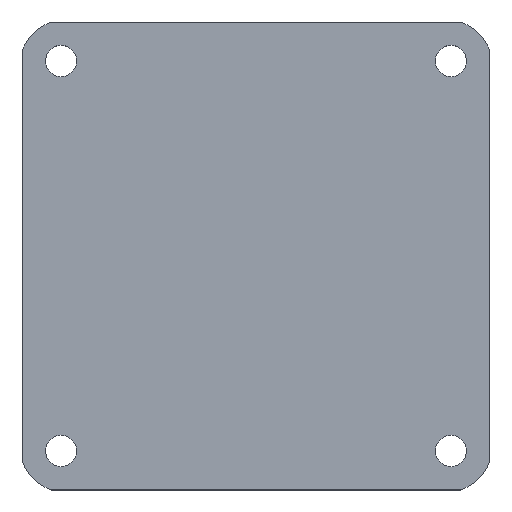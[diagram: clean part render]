
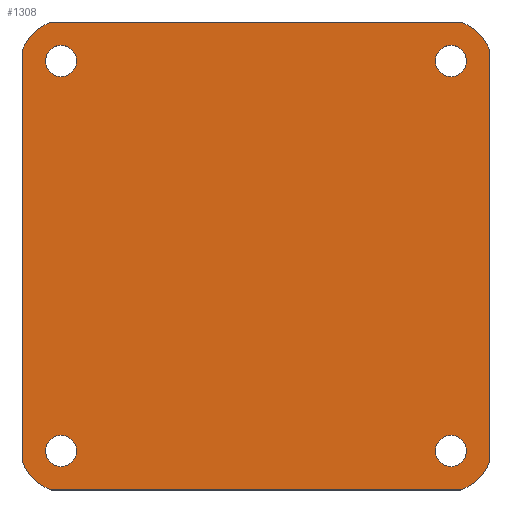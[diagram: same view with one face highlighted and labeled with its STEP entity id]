
A CAD part, top view. The second image highlights one B-rep face of the part: STEP entity #1308.
In plain terms, the highlighted planar face has unit normal (0, 0, 1).
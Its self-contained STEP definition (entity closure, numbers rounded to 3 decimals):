
#72 = EDGE_CURVE ( 'NONE', #1804, #2011, #962, .T. ) ;
#81 = CARTESIAN_POINT ( 'NONE',  ( -108., -100., 8. ) ) ;
#90 = LINE ( 'NONE', #1398, #1355 ) ;
#105 = DIRECTION ( 'NONE',  ( -1., 0., 0. ) ) ;
#110 = ORIENTED_EDGE ( 'NONE', *, *, #1725, .F. ) ;
#113 = CIRCLE ( 'NONE', #212, 8. ) ;
#119 = ORIENTED_EDGE ( 'NONE', *, *, #72, .F. ) ;
#121 = ORIENTED_EDGE ( 'NONE', *, *, #1621, .T. ) ;
#122 = CARTESIAN_POINT ( 'NONE',  ( -96.464, 96.464, 8. ) ) ;
#126 = CARTESIAN_POINT ( 'NONE',  ( 120., 120., 8. ) ) ;
#139 = LINE ( 'NONE', #1299, #1896 ) ;
#151 = DIRECTION ( 'NONE',  ( 0., 0., 1. ) ) ;
#156 = DIRECTION ( 'NONE',  ( 0., 0., 1. ) ) ;
#204 = VECTOR ( 'NONE', #252, 1000. ) ;
#212 = AXIS2_PLACEMENT_3D ( 'NONE', #1816, #1765, #460 ) ;
#233 = DIRECTION ( 'NONE',  ( 1., 0., 0. ) ) ;
#243 = CARTESIAN_POINT ( 'NONE',  ( -108., 100., 8. ) ) ;
#252 = DIRECTION ( 'NONE',  ( 0., 1., 0. ) ) ;
#254 = EDGE_CURVE ( 'NONE', #1779, #1530, #1062, .T. ) ;
#271 = DIRECTION ( 'NONE',  ( 1., 0., 0. ) ) ;
#319 = CARTESIAN_POINT ( 'NONE',  ( 100., 100., 8. ) ) ;
#329 = CARTESIAN_POINT ( 'NONE',  ( -100., 100., 8. ) ) ;
#340 = ORIENTED_EDGE ( 'NONE', *, *, #2025, .T. ) ;
#349 = ORIENTED_EDGE ( 'NONE', *, *, #1175, .F. ) ;
#351 = VERTEX_POINT ( 'NONE', #2078 ) ;
#360 = VERTEX_POINT ( 'NONE', #81 ) ;
#376 = CARTESIAN_POINT ( 'NONE',  ( -120., -120., 8. ) ) ;
#386 = CARTESIAN_POINT ( 'NONE',  ( 92., 100., 8. ) ) ;
#395 = CARTESIAN_POINT ( 'NONE',  ( 104.895, 120., 8. ) ) ;
#398 = VERTEX_POINT ( 'NONE', #482 ) ;
#417 = CARTESIAN_POINT ( 'NONE',  ( -100., -100., 8. ) ) ;
#460 = DIRECTION ( 'NONE',  ( 1., 0., 0. ) ) ;
#482 = CARTESIAN_POINT ( 'NONE',  ( 120., -104.895, 8. ) ) ;
#507 = CIRCLE ( 'NONE', #1144, 8. ) ;
#545 = CIRCLE ( 'NONE', #1595, 8. ) ;
#555 = DIRECTION ( 'NONE',  ( 1., 0., 0. ) ) ;
#576 = DIRECTION ( 'NONE',  ( 0., 0., 1. ) ) ;
#578 = PLANE ( 'NONE',  #940 ) ;
#580 = CIRCLE ( 'NONE', #1141, 8. ) ;
#587 = DIRECTION ( 'NONE',  ( 0., 0., 1. ) ) ;
#602 = CARTESIAN_POINT ( 'NONE',  ( -120., 104.895, 8. ) ) ;
#603 = EDGE_CURVE ( 'NONE', #1217, #1561, #1731, .T. ) ;
#614 = EDGE_CURVE ( 'NONE', #1428, #1664, #1767, .T. ) ;
#626 = ORIENTED_EDGE ( 'NONE', *, *, #2089, .T. ) ;
#631 = DIRECTION ( 'NONE',  ( 1., 0., 0. ) ) ;
#691 = AXIS2_PLACEMENT_3D ( 'NONE', #2040, #902, #734 ) ;
#695 = DIRECTION ( 'NONE',  ( 1., 0., 0. ) ) ;
#734 = DIRECTION ( 'NONE',  ( 1., 0., 0. ) ) ;
#741 = CARTESIAN_POINT ( 'NONE',  ( 100., 100., 8. ) ) ;
#742 = ORIENTED_EDGE ( 'NONE', *, *, #1411, .F. ) ;
#773 = EDGE_LOOP ( 'NONE', ( #1827, #911 ) ) ;
#775 = DIRECTION ( 'NONE',  ( -1., 0., 0. ) ) ;
#776 = CARTESIAN_POINT ( 'NONE',  ( 104.895, -120., 8. ) ) ;
#780 = VERTEX_POINT ( 'NONE', #1617 ) ;
#793 = EDGE_CURVE ( 'NONE', #780, #360, #113, .T. ) ;
#843 = ORIENTED_EDGE ( 'NONE', *, *, #603, .F. ) ;
#844 = CARTESIAN_POINT ( 'NONE',  ( 108., -100., 8. ) ) ;
#845 = EDGE_CURVE ( 'NONE', #1664, #1428, #545, .T. ) ;
#871 = EDGE_LOOP ( 'NONE', ( #1588, #340, #1051, #1704, #626, #121, #742, #1055 ) ) ;
#882 = EDGE_LOOP ( 'NONE', ( #349, #119 ) ) ;
#902 = DIRECTION ( 'NONE',  ( 0., 0., 1. ) ) ;
#911 = ORIENTED_EDGE ( 'NONE', *, *, #614, .F. ) ;
#922 = DIRECTION ( 'NONE',  ( 1., 0., 0. ) ) ;
#940 = AXIS2_PLACEMENT_3D ( 'NONE', #1641, #151, #1300 ) ;
#945 = AXIS2_PLACEMENT_3D ( 'NONE', #741, #576, #922 ) ;
#950 = DIRECTION ( 'NONE',  ( 0., 0., 1. ) ) ;
#951 = FACE_OUTER_BOUND ( 'NONE', #871, .T. ) ;
#962 = CIRCLE ( 'NONE', #1753, 8. ) ;
#1004 = AXIS2_PLACEMENT_3D ( 'NONE', #1134, #1609, #1450 ) ;
#1051 = ORIENTED_EDGE ( 'NONE', *, *, #254, .F. ) ;
#1055 = ORIENTED_EDGE ( 'NONE', *, *, #1231, .T. ) ;
#1062 = LINE ( 'NONE', #376, #204 ) ;
#1067 = DIRECTION ( 'NONE',  ( 1., 0., 0. ) ) ;
#1098 = CARTESIAN_POINT ( 'NONE',  ( 120., 104.895, 8. ) ) ;
#1108 = CARTESIAN_POINT ( 'NONE',  ( -120., -104.895, 8. ) ) ;
#1118 = DIRECTION ( 'NONE',  ( 0., 0., 1. ) ) ;
#1134 = CARTESIAN_POINT ( 'NONE',  ( -100., 100., 8. ) ) ;
#1141 = AXIS2_PLACEMENT_3D ( 'NONE', #2015, #1694, #555 ) ;
#1144 = AXIS2_PLACEMENT_3D ( 'NONE', #417, #950, #271 ) ;
#1175 = EDGE_CURVE ( 'NONE', #2011, #1804, #580, .T. ) ;
#1217 = VERTEX_POINT ( 'NONE', #386 ) ;
#1227 = AXIS2_PLACEMENT_3D ( 'NONE', #1941, #1288, #105 ) ;
#1231 = EDGE_CURVE ( 'NONE', #1479, #1667, #1517, .T. ) ;
#1234 = CARTESIAN_POINT ( 'NONE',  ( -92., 100., 8. ) ) ;
#1266 = ORIENTED_EDGE ( 'NONE', *, *, #793, .F. ) ;
#1288 = DIRECTION ( 'NONE',  ( 0., 0., 1. ) ) ;
#1299 = CARTESIAN_POINT ( 'NONE',  ( -120., -120., 8. ) ) ;
#1300 = DIRECTION ( 'NONE',  ( 1., 0., 0. ) ) ;
#1308 = ADVANCED_FACE ( 'NONE', ( #1569, #1594, #2094, #2115, #951 ), #578, .T. ) ;
#1355 = VECTOR ( 'NONE', #2091, 1000. ) ;
#1358 = AXIS2_PLACEMENT_3D ( 'NONE', #122, #156, #1815 ) ;
#1398 = CARTESIAN_POINT ( 'NONE',  ( 120., 120., 8. ) ) ;
#1411 = EDGE_CURVE ( 'NONE', #1479, #398, #90, .T. ) ;
#1425 = CIRCLE ( 'NONE', #1227, 25. ) ;
#1428 = VERTEX_POINT ( 'NONE', #1234 ) ;
#1447 = EDGE_CURVE ( 'NONE', #1561, #1217, #1628, .T. ) ;
#1450 = DIRECTION ( 'NONE',  ( 1., 0., 0. ) ) ;
#1479 = VERTEX_POINT ( 'NONE', #1098 ) ;
#1496 = ORIENTED_EDGE ( 'NONE', *, *, #1447, .F. ) ;
#1499 = VECTOR ( 'NONE', #775, 1000. ) ;
#1517 = CIRCLE ( 'NONE', #691, 25. ) ;
#1530 = VERTEX_POINT ( 'NONE', #602 ) ;
#1561 = VERTEX_POINT ( 'NONE', #2143 ) ;
#1569 = FACE_BOUND ( 'NONE', #1851, .T. ) ;
#1571 = EDGE_CURVE ( 'NONE', #1779, #2045, #1425, .T. ) ;
#1588 = ORIENTED_EDGE ( 'NONE', *, *, #2138, .T. ) ;
#1594 = FACE_BOUND ( 'NONE', #773, .T. ) ;
#1595 = AXIS2_PLACEMENT_3D ( 'NONE', #329, #1652, #695 ) ;
#1609 = DIRECTION ( 'NONE',  ( 0., 0., 1. ) ) ;
#1617 = CARTESIAN_POINT ( 'NONE',  ( -92., -100., 8. ) ) ;
#1621 = EDGE_CURVE ( 'NONE', #1732, #398, #1706, .T. ) ;
#1628 = CIRCLE ( 'NONE', #945, 8. ) ;
#1633 = LINE ( 'NONE', #126, #1499 ) ;
#1638 = CARTESIAN_POINT ( 'NONE',  ( 92., -100., 8. ) ) ;
#1641 = CARTESIAN_POINT ( 'NONE',  ( -120., 120., 8. ) ) ;
#1652 = DIRECTION ( 'NONE',  ( 0., 0., 1. ) ) ;
#1664 = VERTEX_POINT ( 'NONE', #243 ) ;
#1667 = VERTEX_POINT ( 'NONE', #395 ) ;
#1694 = DIRECTION ( 'NONE',  ( 0., 0., 1. ) ) ;
#1704 = ORIENTED_EDGE ( 'NONE', *, *, #1571, .T. ) ;
#1706 = CIRCLE ( 'NONE', #1813, 25. ) ;
#1716 = CARTESIAN_POINT ( 'NONE',  ( 96.464, -96.464, 8. ) ) ;
#1725 = EDGE_CURVE ( 'NONE', #360, #780, #507, .T. ) ;
#1731 = CIRCLE ( 'NONE', #2098, 8. ) ;
#1732 = VERTEX_POINT ( 'NONE', #776 ) ;
#1753 = AXIS2_PLACEMENT_3D ( 'NONE', #1903, #587, #1067 ) ;
#1763 = EDGE_LOOP ( 'NONE', ( #843, #1496 ) ) ;
#1765 = DIRECTION ( 'NONE',  ( 0., 0., 1. ) ) ;
#1767 = CIRCLE ( 'NONE', #1004, 8. ) ;
#1779 = VERTEX_POINT ( 'NONE', #1108 ) ;
#1786 = DIRECTION ( 'NONE',  ( 1., 0., 0. ) ) ;
#1804 = VERTEX_POINT ( 'NONE', #844 ) ;
#1813 = AXIS2_PLACEMENT_3D ( 'NONE', #1716, #1842, #233 ) ;
#1815 = DIRECTION ( 'NONE',  ( -1., 0., 0. ) ) ;
#1816 = CARTESIAN_POINT ( 'NONE',  ( -100., -100., 8. ) ) ;
#1827 = ORIENTED_EDGE ( 'NONE', *, *, #845, .F. ) ;
#1842 = DIRECTION ( 'NONE',  ( 0., 0., 1. ) ) ;
#1851 = EDGE_LOOP ( 'NONE', ( #110, #1266 ) ) ;
#1896 = VECTOR ( 'NONE', #631, 1000. ) ;
#1903 = CARTESIAN_POINT ( 'NONE',  ( 100., -100., 8. ) ) ;
#1941 = CARTESIAN_POINT ( 'NONE',  ( -96.464, -96.464, 8. ) ) ;
#2011 = VERTEX_POINT ( 'NONE', #1638 ) ;
#2015 = CARTESIAN_POINT ( 'NONE',  ( 100., -100., 8. ) ) ;
#2025 = EDGE_CURVE ( 'NONE', #351, #1530, #2110, .T. ) ;
#2040 = CARTESIAN_POINT ( 'NONE',  ( 96.464, 96.464, 8. ) ) ;
#2045 = VERTEX_POINT ( 'NONE', #2133 ) ;
#2078 = CARTESIAN_POINT ( 'NONE',  ( -104.895, 120., 8. ) ) ;
#2089 = EDGE_CURVE ( 'NONE', #2045, #1732, #139, .T. ) ;
#2091 = DIRECTION ( 'NONE',  ( 0., -1., 0. ) ) ;
#2094 = FACE_BOUND ( 'NONE', #1763, .T. ) ;
#2098 = AXIS2_PLACEMENT_3D ( 'NONE', #319, #1118, #1786 ) ;
#2110 = CIRCLE ( 'NONE', #1358, 25. ) ;
#2115 = FACE_BOUND ( 'NONE', #882, .T. ) ;
#2133 = CARTESIAN_POINT ( 'NONE',  ( -104.895, -120., 8. ) ) ;
#2138 = EDGE_CURVE ( 'NONE', #1667, #351, #1633, .T. ) ;
#2143 = CARTESIAN_POINT ( 'NONE',  ( 108., 100., 8. ) ) ;
